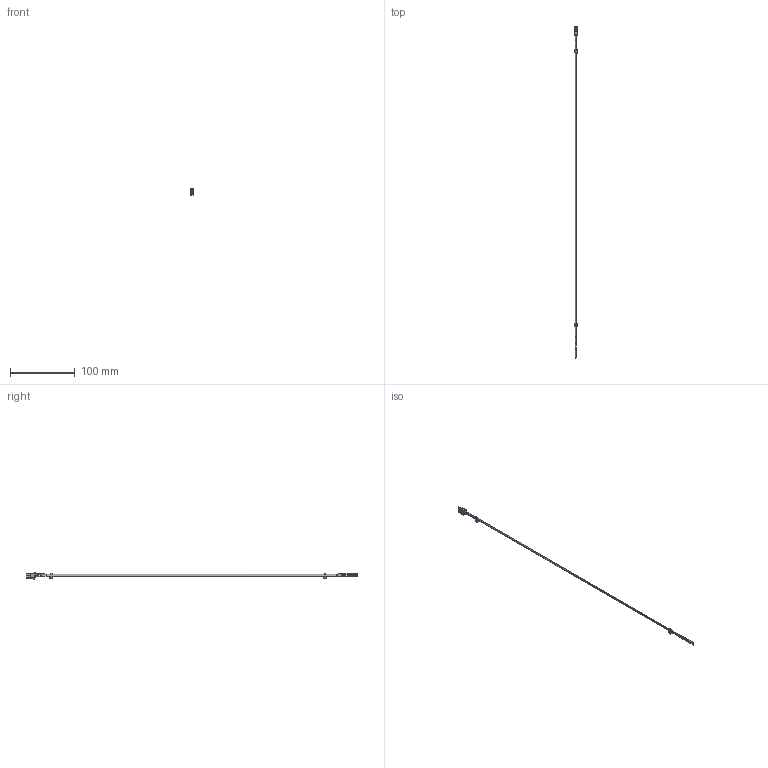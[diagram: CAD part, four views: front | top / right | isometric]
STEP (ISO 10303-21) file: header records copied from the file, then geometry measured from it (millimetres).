
FILE_DESCRIPTION(/* description */ (''),/* implementation_level */ '2;1');
FILE_NAME(/* name */ 'ECM302502RW.stp',/* time_stamp */ '2025-10-21T14:03:53-05:00',/* author */ ('mroman'),/* organization */ (''),/* preprocessor_version */ 'ST-DEVELOPER v18.1',/* originating_system */ 'Autodesk Inventor 2022',/* authorisation */ '');
FILE_SCHEMA (('AUTOMOTIVE_DESIGN { 1 0 10303 214 3 1 1 }'));
Length unit declared in the file: inch
Products named in the file (1): ECM302502RW
Bounding box: 6.03 x 514 x 10.5 mm (x, y, z)
Volume: 2363.5 mm3; surface area: 6298.1 mm2
Topology: 3 solids, 3 shells, 800 faces, 2128 edges, 1326 vertices
Faces by surface type: plane 400, cylinder 268, bspline 50, torus 50, sphere 16, cone 16
Full cylindrical faces by diameter (mm): 0.4 x16, 0.762 x2, 1.575 x12
Entity records: 26879 total; most frequent: CARTESIAN_POINT 6711, ORIENTED_EDGE 4256, DIRECTION 4194, EDGE_CURVE 2128, LINE 1404, VECTOR 1404, AXIS2_PLACEMENT_3D 1395, VERTEX_POINT 1326
